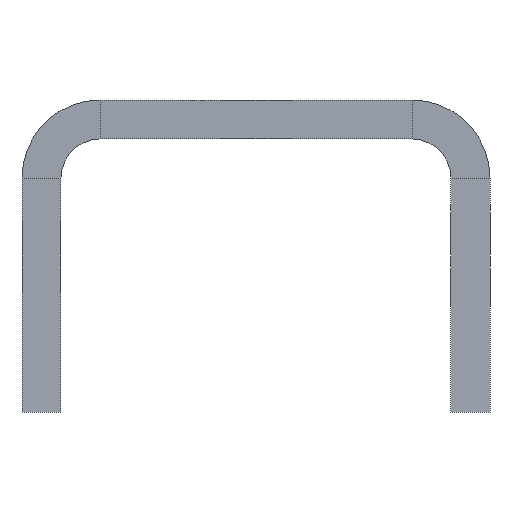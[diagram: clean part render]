
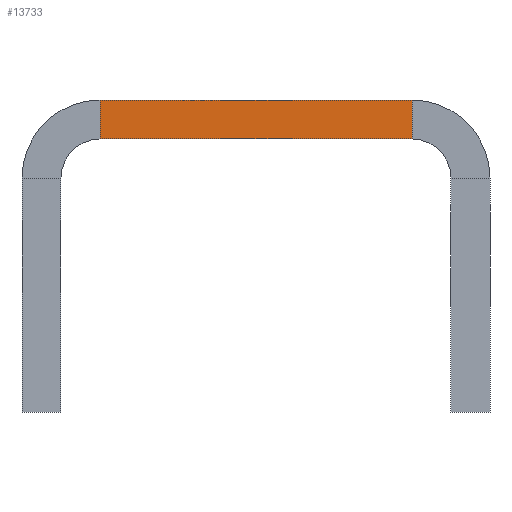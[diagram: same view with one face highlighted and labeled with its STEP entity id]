
A CAD part, front view. The second image highlights one B-rep face of the part: STEP entity #13733.
In plain terms, the highlighted planar face has unit normal (0, -1, 0).
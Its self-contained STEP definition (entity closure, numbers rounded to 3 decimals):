
#2183=DIRECTION('',(0.,0.,-1.));
#2184=VECTOR('',#2183,5.);
#2185=CARTESIAN_POINT('',(20.,-1500.,20.));
#2186=LINE('',#2185,#2184);
#2187=DIRECTION('',(1.,0.,0.));
#2188=VECTOR('',#2187,40.);
#2189=CARTESIAN_POINT('',(-20.,-1500.,15.));
#2190=LINE('',#2189,#2188);
#2191=DIRECTION('',(1.,0.,0.));
#2192=VECTOR('',#2191,40.);
#2193=CARTESIAN_POINT('',(-20.,-1500.,20.));
#2194=LINE('',#2193,#2192);
#3365=DIRECTION('',(0.,0.,-1.));
#3366=VECTOR('',#3365,5.);
#3367=CARTESIAN_POINT('',(-20.,-1500.,20.));
#3368=LINE('',#3367,#3366);
#9562=CARTESIAN_POINT('',(20.,-1500.,20.));
#9564=VERTEX_POINT('',#9562);
#9574=CARTESIAN_POINT('',(-20.,-1500.,20.));
#9576=VERTEX_POINT('',#9574);
#9578=CARTESIAN_POINT('',(20.,-1500.,15.));
#9580=VERTEX_POINT('',#9578);
#9590=CARTESIAN_POINT('',(-20.,-1500.,15.));
#9592=VERTEX_POINT('',#9590);
#13719=CARTESIAN_POINT('',(0.,-1500.,17.5));
#13720=DIRECTION('',(0.,-1.,0.));
#13721=DIRECTION('',(1.,0.,0.));
#13722=AXIS2_PLACEMENT_3D('',#13719,#13720,#13721);
#13723=PLANE('',#13722);
#13725=ORIENTED_EDGE('',*,*,#13724,.T.);
#13727=ORIENTED_EDGE('',*,*,#13726,.F.);
#13729=ORIENTED_EDGE('',*,*,#13728,.F.);
#13730=ORIENTED_EDGE('',*,*,#13110,.T.);
#13731=EDGE_LOOP('',(#13725,#13727,#13729,#13730));
#13732=FACE_OUTER_BOUND('',#13731,.F.);
#13733=ADVANCED_FACE('',(#13732),#13723,.T.);
#13110=EDGE_CURVE('',#9576,#9564,#2194,.T.);
#13724=EDGE_CURVE('',#9564,#9580,#2186,.T.);
#13726=EDGE_CURVE('',#9592,#9580,#2190,.T.);
#13728=EDGE_CURVE('',#9576,#9592,#3368,.T.);
